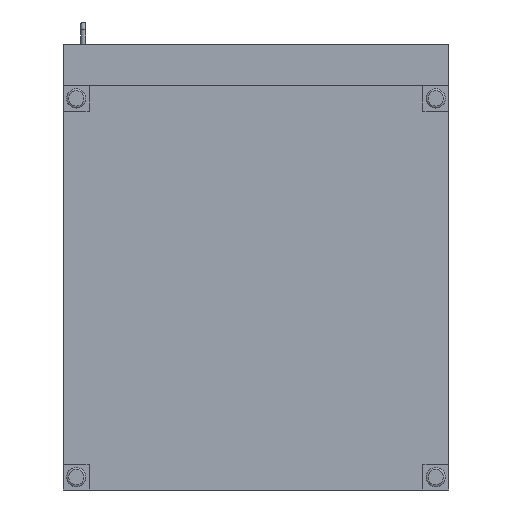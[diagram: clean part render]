
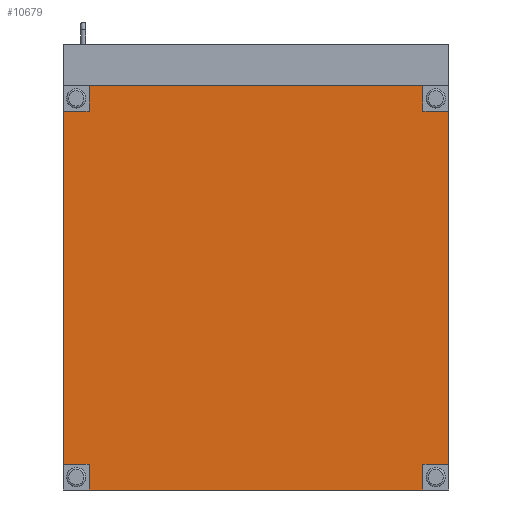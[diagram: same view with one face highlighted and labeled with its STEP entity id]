
A CAD part, front view. The second image highlights one B-rep face of the part: STEP entity #10679.
In plain terms, the highlighted planar face has unit normal (0, -1, 0).
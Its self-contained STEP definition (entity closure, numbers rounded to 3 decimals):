
#862=FACE_OUTER_BOUND('',#1482,.T.);
#1482=EDGE_LOOP('',(#8808,#8809,#8810,#8811));
#2570=LINE('',#16837,#3858);
#2573=LINE('',#16843,#3861);
#2576=LINE('',#16849,#3864);
#2579=LINE('',#16853,#3867);
#3858=VECTOR('',#13769,10.);
#3861=VECTOR('',#13774,10.);
#3864=VECTOR('',#13779,10.);
#3867=VECTOR('',#13784,10.);
#4932=VERTEX_POINT('',#16834);
#4933=VERTEX_POINT('',#16836);
#4935=VERTEX_POINT('',#16842);
#4937=VERTEX_POINT('',#16848);
#6274=EDGE_CURVE('',#4933,#4932,#2570,.T.);
#6277=EDGE_CURVE('',#4935,#4933,#2573,.T.);
#6280=EDGE_CURVE('',#4937,#4935,#2576,.T.);
#6283=EDGE_CURVE('',#4932,#4937,#2579,.T.);
#8808=ORIENTED_EDGE('',*,*,#6283,.T.);
#8809=ORIENTED_EDGE('',*,*,#6280,.T.);
#8810=ORIENTED_EDGE('',*,*,#6277,.T.);
#8811=ORIENTED_EDGE('',*,*,#6274,.T.);
#10097=PLANE('',#11497);
#10679=ADVANCED_FACE('',(#862),#10097,.T.);
#11497=AXIS2_PLACEMENT_3D('',#16854,#13785,#13786);
#13769=DIRECTION('',(0.,0.,-1.));
#13774=DIRECTION('',(-1.,0.,0.));
#13779=DIRECTION('',(0.,0.,1.));
#13784=DIRECTION('',(1.,0.,0.));
#13785=DIRECTION('center_axis',(0.,-1.,0.));
#13786=DIRECTION('ref_axis',(0.,0.,-1.));
#16834=CARTESIAN_POINT('',(-300.,-464.,-694.));
#16836=CARTESIAN_POINT('',(-300.,-464.,-64.));
#16837=CARTESIAN_POINT('',(-300.,-464.,-64.));
#16842=CARTESIAN_POINT('',(300.,-464.,-64.));
#16843=CARTESIAN_POINT('',(300.,-464.,-64.));
#16848=CARTESIAN_POINT('',(300.,-464.,-694.));
#16849=CARTESIAN_POINT('',(300.,-464.,-694.));
#16853=CARTESIAN_POINT('',(-300.,-464.,-694.));
#16854=CARTESIAN_POINT('Origin',(0.,-464.,-379.));
